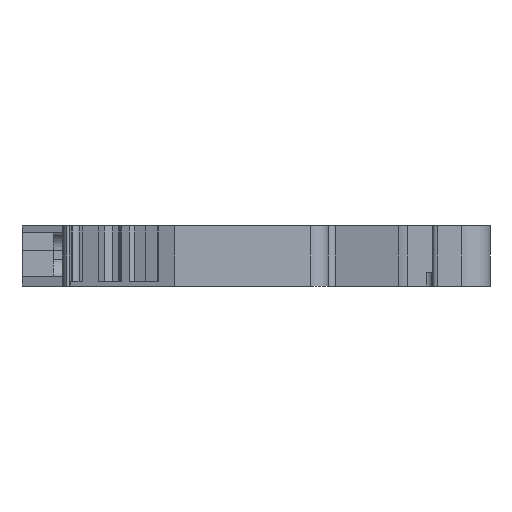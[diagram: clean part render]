
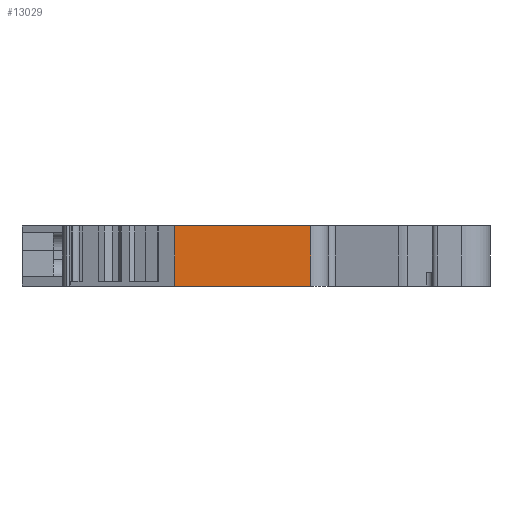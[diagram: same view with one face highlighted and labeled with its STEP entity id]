
A CAD part, left-side view. The second image highlights one B-rep face of the part: STEP entity #13029.
In plain terms, the highlighted face is planar.
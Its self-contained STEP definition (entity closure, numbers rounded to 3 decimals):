
#580=DIRECTION('',(0.242,0.97,0.));
#581=VECTOR('',#580,11.796);
#582=CARTESIAN_POINT('',(-43.291,12.497,-5.2));
#583=LINE('',#582,#581);
#5324=DIRECTION('',(0.,0.,-1.));
#5325=VECTOR('',#5324,5.2);
#5326=CARTESIAN_POINT('',(-43.291,12.497,0.));
#5327=LINE('',#5326,#5325);
#5331=DIRECTION('',(0.242,0.97,0.));
#5332=VECTOR('',#5331,11.796);
#5333=CARTESIAN_POINT('',(-43.291,12.497,0.));
#5334=LINE('',#5333,#5332);
#5338=DIRECTION('',(0.,0.,1.));
#5339=VECTOR('',#5338,5.2);
#5340=CARTESIAN_POINT('',(-40.438,23.942,-5.2));
#5341=LINE('',#5340,#5339);
#6550=CARTESIAN_POINT('',(-40.438,23.942,-5.2));
#6551=VERTEX_POINT('',#6550);
#6552=CARTESIAN_POINT('',(-43.291,12.497,-5.2));
#6553=VERTEX_POINT('',#6552);
#6974=CARTESIAN_POINT('',(-43.291,12.497,0.));
#6975=VERTEX_POINT('',#6974);
#6976=CARTESIAN_POINT('',(-40.438,23.942,0.));
#6977=VERTEX_POINT('',#6976);
#13017=CARTESIAN_POINT('',(-43.525,11.562,0.));
#13018=DIRECTION('',(0.97,-0.242,0.));
#13019=DIRECTION('',(-0.242,-0.97,0.));
#13020=AXIS2_PLACEMENT_3D('',#13017,#13018,#13019);
#13021=PLANE('',#13020);
#13022=ORIENTED_EDGE('',*,*,#7761,.F.);
#13023=ORIENTED_EDGE('',*,*,#13005,.T.);
#13024=ORIENTED_EDGE('',*,*,#7587,.T.);
#13026=ORIENTED_EDGE('',*,*,#13025,.T.);
#13027=EDGE_LOOP('',(#13022,#13023,#13024,#13026));
#13028=FACE_OUTER_BOUND('',#13027,.F.);
#7587=EDGE_CURVE('',#6553,#6551,#583,.T.);
#7761=EDGE_CURVE('',#6975,#6977,#5334,.T.);
#13005=EDGE_CURVE('',#6975,#6553,#5327,.T.);
#13025=EDGE_CURVE('',#6551,#6977,#5341,.T.);
#13029=ADVANCED_FACE('',(#13028),#13021,.F.);
